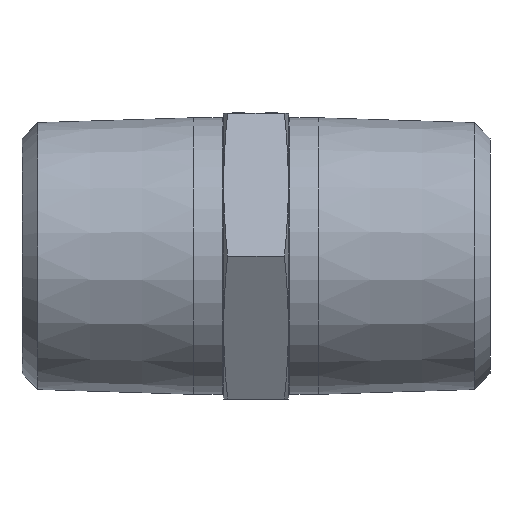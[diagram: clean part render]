
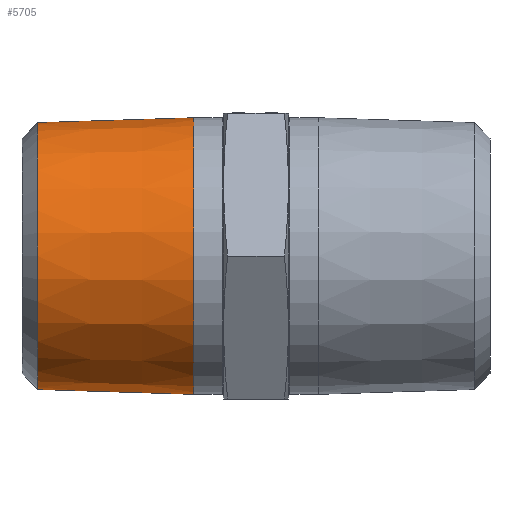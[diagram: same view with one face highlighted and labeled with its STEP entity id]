
A CAD part, front view. The second image highlights one B-rep face of the part: STEP entity #5705.
In plain terms, the highlighted conical face has half-angle 1.79 degrees and reference radius 10.48 mm.
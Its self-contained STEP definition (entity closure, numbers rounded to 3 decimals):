
#308 = CONICAL_SURFACE ( 'NONE', #2605, 10.48, 0.031 ) ;
#932 = DIRECTION ( 'NONE',  ( -1., 0., 0. ) ) ;
#1007 = CARTESIAN_POINT ( 'NONE',  ( -4.8, 0., 0. ) ) ;
#1266 = EDGE_LOOP ( 'NONE', ( #2693 ) ) ;
#1913 = FACE_OUTER_BOUND ( 'NONE', #2985, .T. ) ;
#2605 = AXIS2_PLACEMENT_3D ( 'NONE', #10375, #15295, #12885 ) ;
#2693 = ORIENTED_EDGE ( 'NONE', *, *, #9880, .T. ) ;
#2985 = EDGE_LOOP ( 'NONE', ( #15333 ) ) ;
#5499 = FACE_BOUND ( 'NONE', #1266, .T. ) ;
#5705 = ADVANCED_FACE ( 'NONE', ( #5499, #1913 ), #308, .T. ) ;
#5952 = CARTESIAN_POINT ( 'NONE',  ( -16.803, 0., 0. ) ) ;
#7232 = CIRCLE ( 'NONE', #13338, 10.261 ) ;
#7379 = DIRECTION ( 'NONE',  ( 1., 0., 0. ) ) ;
#8071 = CIRCLE ( 'NONE', #15462, 10.636 ) ;
#9143 = VERTEX_POINT ( 'NONE', #13991 ) ;
#9219 = VERTEX_POINT ( 'NONE', #14069 ) ;
#9880 = EDGE_CURVE ( 'NONE', #9143, #9143, #7232, .T. ) ;
#10375 = CARTESIAN_POINT ( 'NONE',  ( -9.8, 0., 0. ) ) ;
#10592 = DIRECTION ( 'NONE',  ( 0., 0., 1. ) ) ;
#10807 = DIRECTION ( 'NONE',  ( 0., 0., 1. ) ) ;
#12885 = DIRECTION ( 'NONE',  ( 0., 0., -1. ) ) ;
#13338 = AXIS2_PLACEMENT_3D ( 'NONE', #5952, #7379, #10807 ) ;
#13742 = EDGE_CURVE ( 'NONE', #9219, #9219, #8071, .T. ) ;
#13991 = CARTESIAN_POINT ( 'NONE',  ( -16.803, 0., 10.261 ) ) ;
#14069 = CARTESIAN_POINT ( 'NONE',  ( -4.8, 0., 10.636 ) ) ;
#15295 = DIRECTION ( 'NONE',  ( 1., 0., 0. ) ) ;
#15333 = ORIENTED_EDGE ( 'NONE', *, *, #13742, .T. ) ;
#15462 = AXIS2_PLACEMENT_3D ( 'NONE', #1007, #932, #10592 ) ;
